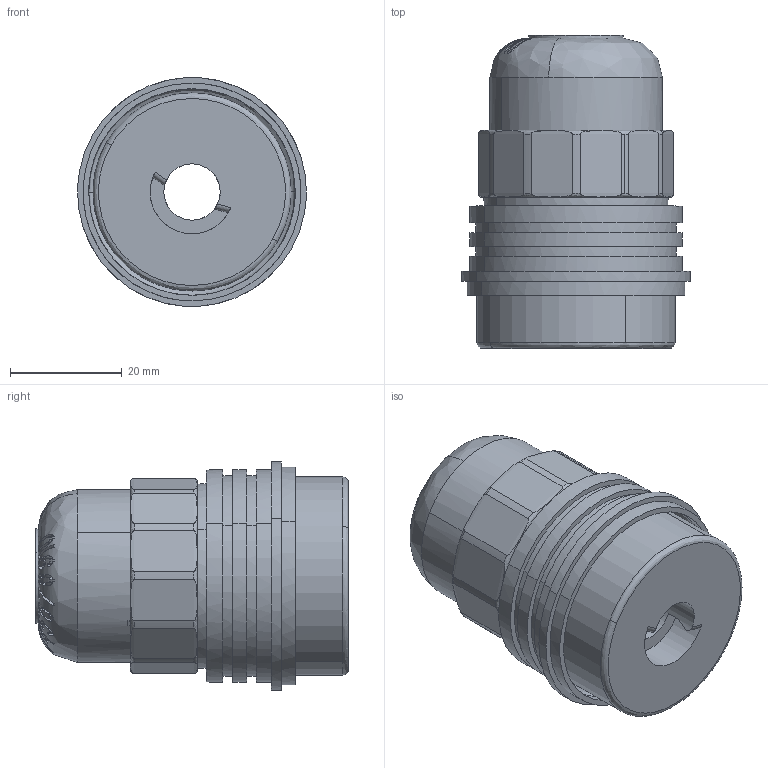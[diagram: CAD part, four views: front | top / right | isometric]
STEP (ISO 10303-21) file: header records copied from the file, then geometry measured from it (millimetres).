
FILE_DESCRIPTION (( 'STEP AP203' ), '1' );
FILE_NAME ('020a-028_PMK0,05.STEP', '2024-04-11T12:48:09', ( '' ), ( '' ), 'SwSTEP 2.0', 'SolidWorks 2023', '' );
FILE_SCHEMA (( 'CONFIG_CONTROL_DESIGN' ));
Length unit declared in the file: millimetre
Products named in the file (1): 020a-028_PMK0,05
Bounding box: 41 x 56.05 x 41 mm (x, y, z)
Volume: 46728.6 mm3; surface area: 11457.2 mm2
Topology: 1 solids, 1 shells, 348 faces, 1010 edges, 703 vertices
Faces by surface type: cylinder 189, plane 131, bspline 26, cone 2
Entity records: 18548 total; most frequent: CARTESIAN_POINT 10379, ORIENTED_EDGE 2020, DIRECTION 1174, EDGE_CURVE 1010, VERTEX_POINT 703, B_SPLINE_CURVE_WITH_KNOTS 580, AXIS2_PLACEMENT_3D 436, EDGE_LOOP 389
